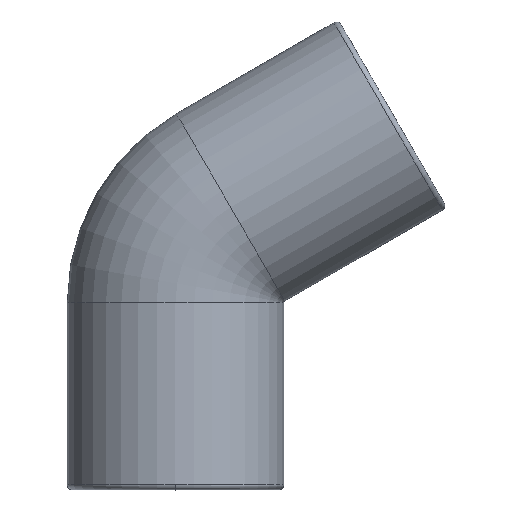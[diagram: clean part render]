
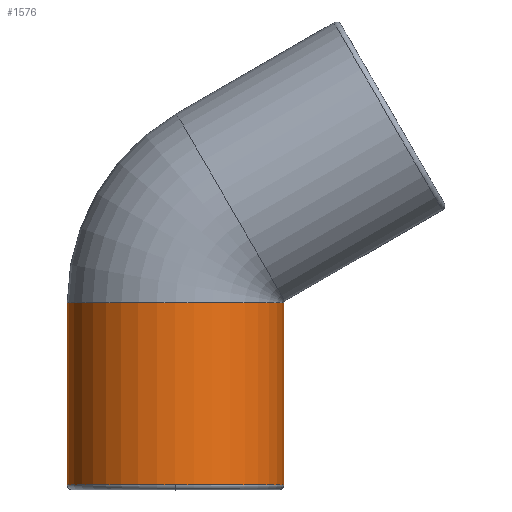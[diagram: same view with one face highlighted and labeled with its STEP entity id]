
A CAD part, top view. The second image highlights one B-rep face of the part: STEP entity #1576.
In plain terms, the highlighted cylindrical face has radius 10.8 mm (diameter 21.6 mm), a partial arc.
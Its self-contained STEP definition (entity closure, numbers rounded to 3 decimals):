
#50 = DIRECTION ( 'NONE',  ( 0., 0., 1. ) ) ;
#55 = ORIENTED_EDGE ( 'NONE', *, *, #2362, .F. ) ;
#325 = DIRECTION ( 'NONE',  ( 0., 1., 0. ) ) ;
#329 = CIRCLE ( 'NONE', #802, 10.8 ) ;
#349 = EDGE_LOOP ( 'NONE', ( #1142, #794, #2871, #55, #1474 ) ) ;
#428 = CARTESIAN_POINT ( 'NONE',  ( -10.8, 18.649, 0. ) ) ;
#435 = VERTEX_POINT ( 'NONE', #2700 ) ;
#794 = ORIENTED_EDGE ( 'NONE', *, *, #3436, .T. ) ;
#802 = AXIS2_PLACEMENT_3D ( 'NONE', #3037, #325, #50 ) ;
#809 = DIRECTION ( 'NONE',  ( -1., 0., 0. ) ) ;
#888 = LINE ( 'NONE', #3572, #1933 ) ;
#919 = CARTESIAN_POINT ( 'NONE',  ( 10.8, 18.649, 0. ) ) ;
#1033 = DIRECTION ( 'NONE',  ( 0., 1., 0. ) ) ;
#1090 = DIRECTION ( 'NONE',  ( 0., 1., 0. ) ) ;
#1142 = ORIENTED_EDGE ( 'NONE', *, *, #3591, .T. ) ;
#1152 = VECTOR ( 'NONE', #2633, 1000. ) ;
#1474 = ORIENTED_EDGE ( 'NONE', *, *, #2740, .F. ) ;
#1516 = EDGE_CURVE ( 'NONE', #435, #3107, #888, .T. ) ;
#1576 = ADVANCED_FACE ( 'NONE', ( #3078 ), #2491, .T. ) ;
#1682 = AXIS2_PLACEMENT_3D ( 'NONE', #1868, #3854, #3199 ) ;
#1868 = CARTESIAN_POINT ( 'NONE',  ( 0., 0.5, 0. ) ) ;
#1872 = DIRECTION ( 'NONE',  ( 0., 1., 0. ) ) ;
#1889 = CIRCLE ( 'NONE', #3978, 10.8 ) ;
#1933 = VECTOR ( 'NONE', #1872, 1000. ) ;
#2099 = CIRCLE ( 'NONE', #1682, 10.8 ) ;
#2305 = DIRECTION ( 'NONE',  ( 0., 0., 1. ) ) ;
#2362 = EDGE_CURVE ( 'NONE', #2571, #3107, #329, .T. ) ;
#2491 = CYLINDRICAL_SURFACE ( 'NONE', #2621, 10.8 ) ;
#2571 = VERTEX_POINT ( 'NONE', #428 ) ;
#2621 = AXIS2_PLACEMENT_3D ( 'NONE', #2752, #1090, #809 ) ;
#2633 = DIRECTION ( 'NONE',  ( 0., 1., 0. ) ) ;
#2695 = CARTESIAN_POINT ( 'NONE',  ( 0., 0.5, 10.8 ) ) ;
#2700 = CARTESIAN_POINT ( 'NONE',  ( 10.8, 0.5, 0. ) ) ;
#2740 = EDGE_CURVE ( 'NONE', #4310, #2571, #2920, .T. ) ;
#2752 = CARTESIAN_POINT ( 'NONE',  ( 0., 0., 0. ) ) ;
#2871 = ORIENTED_EDGE ( 'NONE', *, *, #1516, .T. ) ;
#2920 = LINE ( 'NONE', #3612, #1152 ) ;
#2926 = VERTEX_POINT ( 'NONE', #2695 ) ;
#3037 = CARTESIAN_POINT ( 'NONE',  ( 0., 18.649, 0. ) ) ;
#3078 = FACE_OUTER_BOUND ( 'NONE', #349, .T. ) ;
#3107 = VERTEX_POINT ( 'NONE', #919 ) ;
#3199 = DIRECTION ( 'NONE',  ( 0., 0., 1. ) ) ;
#3436 = EDGE_CURVE ( 'NONE', #2926, #435, #2099, .T. ) ;
#3572 = CARTESIAN_POINT ( 'NONE',  ( 10.8, 0., 0. ) ) ;
#3591 = EDGE_CURVE ( 'NONE', #4310, #2926, #1889, .T. ) ;
#3612 = CARTESIAN_POINT ( 'NONE',  ( -10.8, 0., 0. ) ) ;
#3793 = CARTESIAN_POINT ( 'NONE',  ( -10.8, 0.5, 0. ) ) ;
#3854 = DIRECTION ( 'NONE',  ( 0., 1., 0. ) ) ;
#3978 = AXIS2_PLACEMENT_3D ( 'NONE', #3983, #1033, #2305 ) ;
#3983 = CARTESIAN_POINT ( 'NONE',  ( 0., 0.5, 0. ) ) ;
#4310 = VERTEX_POINT ( 'NONE', #3793 ) ;
